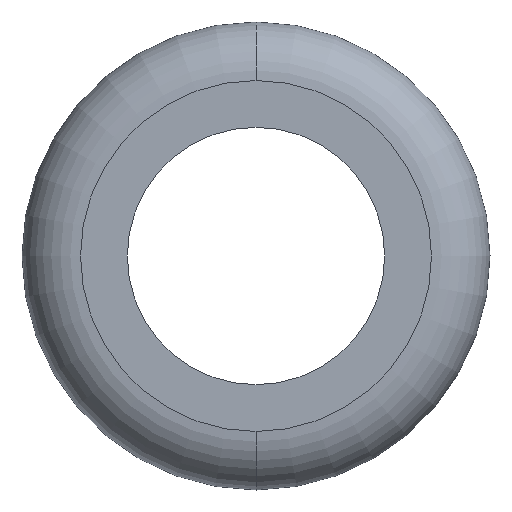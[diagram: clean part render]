
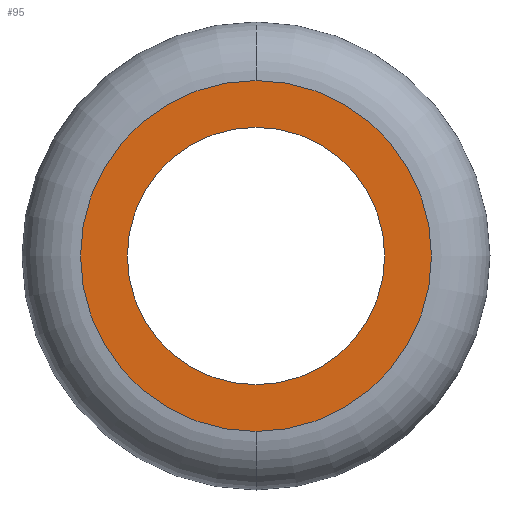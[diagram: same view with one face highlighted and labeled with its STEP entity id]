
A CAD part, front view. The second image highlights one B-rep face of the part: STEP entity #95.
In plain terms, the highlighted planar face has unit normal (0, -1, 0).
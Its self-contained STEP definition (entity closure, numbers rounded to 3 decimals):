
#87 = EDGE_LOOP ( 'NONE', ( #234, #129 ) ) ;
#92 = EDGE_CURVE ( 'NONE', #271, #235, #417, .T. ) ;
#95 = ADVANCED_FACE ( 'NONE', ( #412, #411 ), #410, .T. ) ;
#111 = EDGE_CURVE ( 'NONE', #251, #250, #310, .T. ) ;
#127 = ORIENTED_EDGE ( 'NONE', *, *, #92, .F. ) ;
#129 = ORIENTED_EDGE ( 'NONE', *, *, #249, .T. ) ;
#130 = EDGE_LOOP ( 'NONE', ( #131, #127 ) ) ;
#131 = ORIENTED_EDGE ( 'NONE', *, *, #270, .F. ) ;
#234 = ORIENTED_EDGE ( 'NONE', *, *, #111, .T. ) ;
#235 = VERTEX_POINT ( 'NONE', #374 ) ;
#249 = EDGE_CURVE ( 'NONE', #250, #251, #397, .T. ) ;
#250 = VERTEX_POINT ( 'NONE', #393 ) ;
#251 = VERTEX_POINT ( 'NONE', #392 ) ;
#270 = EDGE_CURVE ( 'NONE', #235, #271, #509, .T. ) ;
#271 = VERTEX_POINT ( 'NONE', #505 ) ;
#306 = DIRECTION ( 'NONE',  ( 0., 0., 1. ) ) ;
#307 = DIRECTION ( 'NONE',  ( 0., 1., 0. ) ) ;
#308 = CARTESIAN_POINT ( 'NONE',  ( 0., -6., 0. ) ) ;
#309 = AXIS2_PLACEMENT_3D ( 'NONE', #308, #307, #306 ) ;
#310 = CIRCLE ( 'NONE', #309, 11. ) ;
#328 = DIRECTION ( 'NONE',  ( 0., 0., -1. ) ) ;
#329 = DIRECTION ( 'NONE',  ( 0., -1., 0. ) ) ;
#330 = CARTESIAN_POINT ( 'NONE',  ( -11., -6., 0. ) ) ;
#374 = CARTESIAN_POINT ( 'NONE',  ( 0., -6., 15. ) ) ;
#392 = CARTESIAN_POINT ( 'NONE',  ( 0., -6., 11. ) ) ;
#393 = CARTESIAN_POINT ( 'NONE',  ( 0., -6., -11. ) ) ;
#394 = DIRECTION ( 'NONE',  ( 0., 0., 1. ) ) ;
#395 = DIRECTION ( 'NONE',  ( 0., 1., 0. ) ) ;
#396 = AXIS2_PLACEMENT_3D ( 'NONE', #402, #395, #394 ) ;
#397 = CIRCLE ( 'NONE', #396, 11. ) ;
#402 = CARTESIAN_POINT ( 'NONE',  ( 0., -6., 0. ) ) ;
#409 = AXIS2_PLACEMENT_3D ( 'NONE', #330, #329, #328 ) ;
#410 = PLANE ( 'NONE',  #409 ) ;
#411 = FACE_OUTER_BOUND ( 'NONE', #130, .T. ) ;
#412 = FACE_BOUND ( 'NONE', #87, .T. ) ;
#413 = DIRECTION ( 'NONE',  ( 0., 0., 1. ) ) ;
#414 = DIRECTION ( 'NONE',  ( 0., 1., 0. ) ) ;
#415 = CARTESIAN_POINT ( 'NONE',  ( 0., -6., 0. ) ) ;
#416 = AXIS2_PLACEMENT_3D ( 'NONE', #415, #414, #413 ) ;
#417 = CIRCLE ( 'NONE', #416, 15. ) ;
#450 = CARTESIAN_POINT ( 'NONE',  ( 0., -6., 0. ) ) ;
#505 = CARTESIAN_POINT ( 'NONE',  ( 0., -6., -15. ) ) ;
#506 = DIRECTION ( 'NONE',  ( 0., 0., 1. ) ) ;
#507 = DIRECTION ( 'NONE',  ( 0., 1., 0. ) ) ;
#508 = AXIS2_PLACEMENT_3D ( 'NONE', #450, #507, #506 ) ;
#509 = CIRCLE ( 'NONE', #508, 15. ) ;
